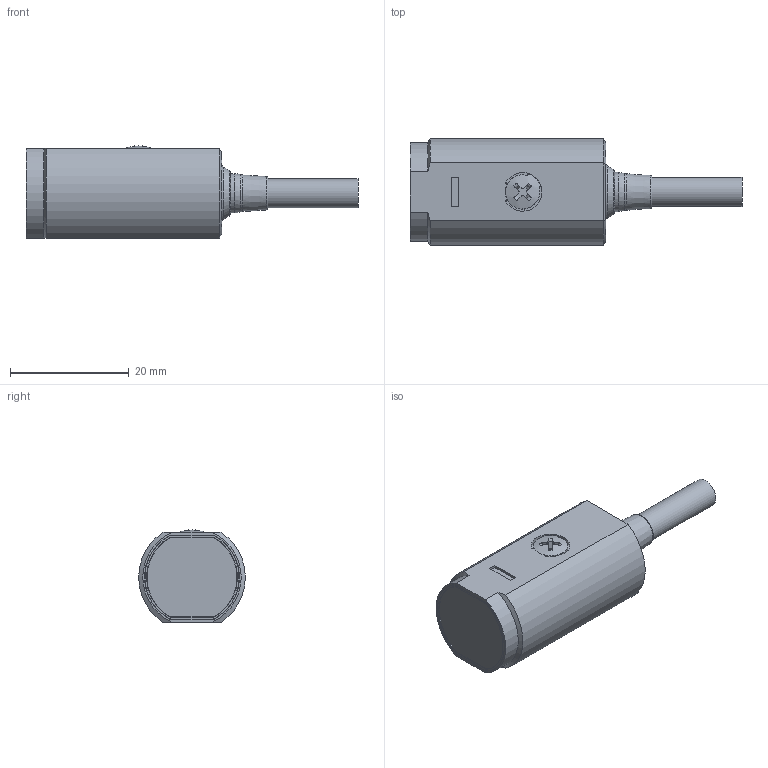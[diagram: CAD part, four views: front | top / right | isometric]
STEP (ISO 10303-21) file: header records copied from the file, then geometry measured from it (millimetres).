
FILE_DESCRIPTION (( 'STEP AP214' ), '1' );
FILE_NAME ('LTR-M18PA-PMK-101.STEP', '2021-04-27T16:32:50', ( '' ), ( '' ), 'SwSTEP 2.0', 'SolidWorks 2021', '' );
FILE_SCHEMA (( 'AUTOMOTIVE_DESIGN' ));
Length unit declared in the file: inch
Products named in the file (1): LTR-M18PA-PMK-101
Bounding box: 56 x 18 x 15.52 mm (x, y, z)
Volume: 8199.4 mm3; surface area: 2749.5 mm2
Topology: 1 solids, 1 shells, 116 faces, 302 edges, 201 vertices
Faces by surface type: plane 58, cylinder 40, cone 12, bspline 5, torus 1
Full cylindrical faces by diameter (mm): 4.9 x1, 6.6 x1
Entity records: 3712 total; most frequent: CARTESIAN_POINT 893, ORIENTED_EDGE 576, DIRECTION 567, EDGE_CURVE 288, AXIS2_PLACEMENT_3D 207, VERTEX_POINT 196, VECTOR 153, LINE 153
